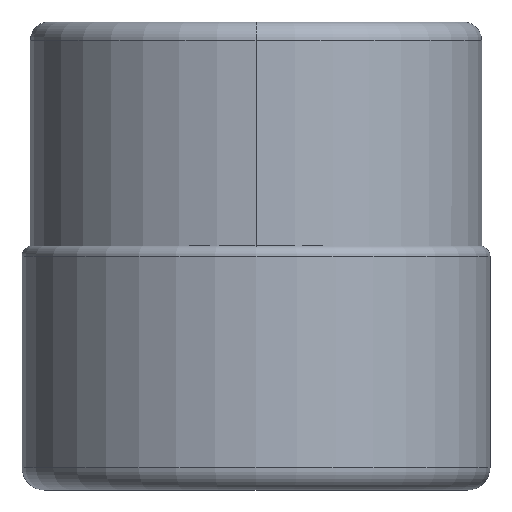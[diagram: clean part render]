
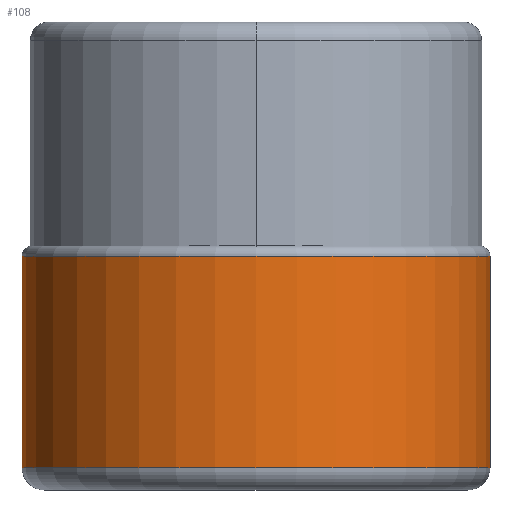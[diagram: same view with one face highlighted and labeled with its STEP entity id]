
A CAD part, front view. The second image highlights one B-rep face of the part: STEP entity #108.
In plain terms, the highlighted cylindrical face has radius 25.4 mm (diameter 50.8 mm), a partial arc.
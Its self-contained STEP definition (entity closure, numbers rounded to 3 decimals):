
#42=CYLINDRICAL_SURFACE('',#1257,25.4);
#108=ADVANCED_FACE('',(#194),#42,.T.);
#194=FACE_OUTER_BOUND('',#252,.T.);
#252=EDGE_LOOP('',(#340,#341,#342,#343));
#340=ORIENTED_EDGE('',*,*,#764,.T.);
#341=ORIENTED_EDGE('',*,*,#763,.F.);
#342=ORIENTED_EDGE('',*,*,#765,.F.);
#343=ORIENTED_EDGE('',*,*,#766,.F.);
#652=VERTEX_POINT('',#1929);
#653=VERTEX_POINT('',#1931);
#654=VERTEX_POINT('',#1937);
#655=VERTEX_POINT('',#1939);
#763=EDGE_CURVE('',#653,#652,#926,.T.);
#764=EDGE_CURVE('',#654,#652,#1094,.T.);
#765=EDGE_CURVE('',#655,#653,#1095,.T.);
#766=EDGE_CURVE('',#654,#655,#927,.T.);
#926=CIRCLE('',#1254,25.4);
#927=CIRCLE('',#1256,25.4);
#1094=LINE('',#1936,#1133);
#1095=LINE('',#1938,#1134);
#1133=VECTOR('',#1501,1.);
#1134=VECTOR('',#1502,1.);
#1254=AXIS2_PLACEMENT_3D('',#1934,#1497,#1498);
#1256=AXIS2_PLACEMENT_3D('',#1940,#1503,#1504);
#1257=AXIS2_PLACEMENT_3D('',#1941,#1505,#1506);
#1497=DIRECTION('',(0.,0.,-1.));
#1498=DIRECTION('',(1.,0.,0.));
#1501=DIRECTION('',(0.,0.,-1.));
#1502=DIRECTION('',(0.,0.,-1.));
#1503=DIRECTION('',(0.,0.,1.));
#1504=DIRECTION('',(-1.,0.,0.));
#1505=DIRECTION('',(0.,0.,-1.));
#1506=DIRECTION('',(-1.,0.,0.));
#1929=CARTESIAN_POINT('',(-25.4,0.,-48.4));
#1931=CARTESIAN_POINT('',(25.4,0.,-48.4));
#1934=CARTESIAN_POINT('',(0.,0.,-48.4));
#1936=CARTESIAN_POINT('',(-25.4,0.,-25.4));
#1937=CARTESIAN_POINT('',(-25.4,0.,-25.4));
#1938=CARTESIAN_POINT('',(25.4,0.,-25.4));
#1939=CARTESIAN_POINT('',(25.4,0.,-25.4));
#1940=CARTESIAN_POINT('',(0.,0.,-25.4));
#1941=CARTESIAN_POINT('',(0.,0.,-22.975));
